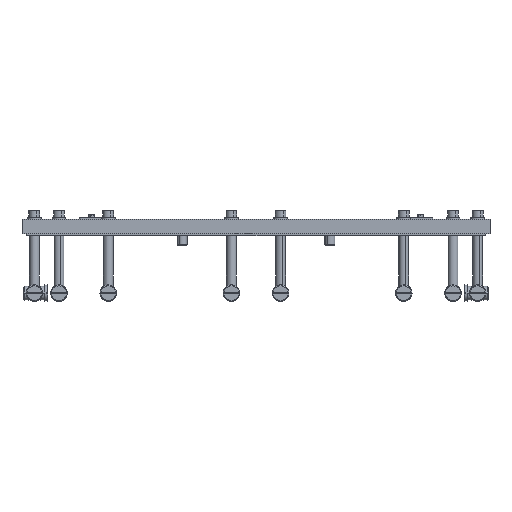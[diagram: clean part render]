
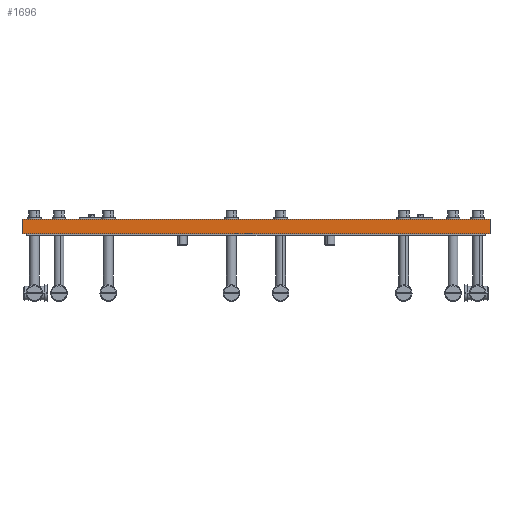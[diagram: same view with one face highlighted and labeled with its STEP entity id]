
A CAD part, left-side view. The second image highlights one B-rep face of the part: STEP entity #1696.
In plain terms, the highlighted planar face has unit normal (-1, 0, 0).
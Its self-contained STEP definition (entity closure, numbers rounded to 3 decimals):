
#1676=AXIS2_PLACEMENT_3D('Plane Axis2P3D',#1673,#1674,#1675) ;
#134=CARTESIAN_POINT('Vertex',(-267.5,285.,20.)) ;
#137=CARTESIAN_POINT('Line Origine',(-267.5,0.,20.)) ;
#141=CARTESIAN_POINT('Vertex',(-267.5,-285.,20.)) ;
#1658=CARTESIAN_POINT('Vertex',(-267.5,285.,2.5)) ;
#1661=CARTESIAN_POINT('Line Origine',(-267.5,285.,11.25)) ;
#1673=CARTESIAN_POINT('Axis2P3D Location',(-267.5,-285.,0.)) ;
#1678=CARTESIAN_POINT('Line Origine',(-267.5,0.,2.5)) ;
#1682=CARTESIAN_POINT('Vertex',(-267.5,-285.,2.5)) ;
#1685=CARTESIAN_POINT('Line Origine',(-267.5,-285.,11.25)) ;
#138=DIRECTION('Vector Direction',(0.,1.,0.)) ;
#1662=DIRECTION('Vector Direction',(0.,0.,1.)) ;
#1674=DIRECTION('Axis2P3D Direction',(1.,0.,0.)) ;
#1675=DIRECTION('Axis2P3D XDirection',(0.,1.,0.)) ;
#1679=DIRECTION('Vector Direction',(0.,-1.,0.)) ;
#1686=DIRECTION('Vector Direction',(0.,0.,1.)) ;
#139=VECTOR('Line Direction',#138,1.) ;
#1663=VECTOR('Line Direction',#1662,1.) ;
#1680=VECTOR('Line Direction',#1679,1.) ;
#1687=VECTOR('Line Direction',#1686,1.) ;
#1691=ORIENTED_EDGE('',*,*,#1684,.T.) ;
#1692=ORIENTED_EDGE('',*,*,#1689,.T.) ;
#1693=ORIENTED_EDGE('',*,*,#143,.F.) ;
#1694=ORIENTED_EDGE('',*,*,#1665,.F.) ;
#1696=ADVANCED_FACE('TOS_011_ET.1\\PartBody',(#1695),#1677,.F.) ;
#143=EDGE_CURVE('',#135,#142,#140,.F.) ;
#1665=EDGE_CURVE('',#1659,#135,#1664,.T.) ;
#1684=EDGE_CURVE('',#1659,#1683,#1681,.T.) ;
#1689=EDGE_CURVE('',#1683,#142,#1688,.T.) ;
#1690=EDGE_LOOP('',(#1691,#1692,#1693,#1694)) ;
#1695=FACE_OUTER_BOUND('',#1690,.T.) ;
#140=LINE('Line',#137,#139) ;
#1664=LINE('Line',#1661,#1663) ;
#1681=LINE('Line',#1678,#1680) ;
#1688=LINE('Line',#1685,#1687) ;
#1677=PLANE('',#1676) ;
#135=VERTEX_POINT('',#134) ;
#142=VERTEX_POINT('',#141) ;
#1659=VERTEX_POINT('',#1658) ;
#1683=VERTEX_POINT('',#1682) ;
